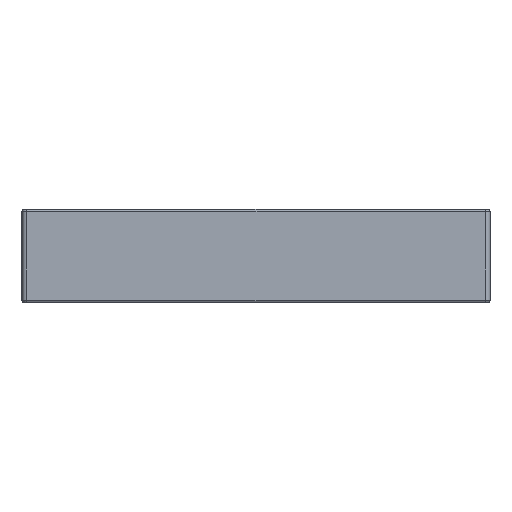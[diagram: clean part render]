
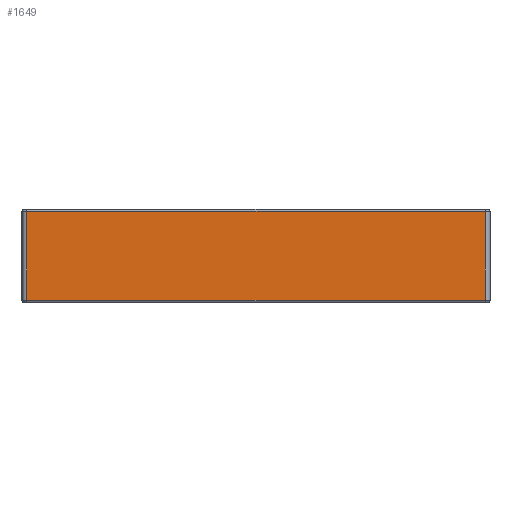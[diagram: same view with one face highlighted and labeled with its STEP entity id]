
A CAD part, top view. The second image highlights one B-rep face of the part: STEP entity #1649.
In plain terms, the highlighted planar face has unit normal (0, 0, 1).
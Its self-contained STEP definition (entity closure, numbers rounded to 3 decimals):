
#37 = VERTEX_POINT ( 'NONE', #1664 ) ;
#61 = LINE ( 'NONE', #857, #237 ) ;
#65 = VECTOR ( 'NONE', #1687, 1000. ) ;
#80 = DIRECTION ( 'NONE',  ( 0., 0., -1. ) ) ;
#97 = PLANE ( 'NONE',  #964 ) ;
#237 = VECTOR ( 'NONE', #434, 1000. ) ;
#335 = LINE ( 'NONE', #873, #1392 ) ;
#343 = EDGE_CURVE ( 'NONE', #1665, #1042, #1153, .T. ) ;
#358 = DIRECTION ( 'NONE',  ( 0., -1., 0. ) ) ;
#434 = DIRECTION ( 'NONE',  ( 0., -1., 0. ) ) ;
#542 = CARTESIAN_POINT ( 'NONE',  ( -9.8, -1.9, 3.5 ) ) ;
#656 = EDGE_CURVE ( 'NONE', #1224, #1665, #1512, .T. ) ;
#718 = CARTESIAN_POINT ( 'NONE',  ( 9.8, -1.9, 3.5 ) ) ;
#764 = FACE_OUTER_BOUND ( 'NONE', #809, .T. ) ;
#809 = EDGE_LOOP ( 'NONE', ( #973, #949, #1433, #1458 ) ) ;
#857 = CARTESIAN_POINT ( 'NONE',  ( -9.8, 2., 3.5 ) ) ;
#873 = CARTESIAN_POINT ( 'NONE',  ( -10., 1.9, 3.5 ) ) ;
#884 = CARTESIAN_POINT ( 'NONE',  ( -10., 2., 3.5 ) ) ;
#897 = CARTESIAN_POINT ( 'NONE',  ( 9.8, 2., 3.5 ) ) ;
#920 = DIRECTION ( 'NONE',  ( -1., 0., 0. ) ) ;
#949 = ORIENTED_EDGE ( 'NONE', *, *, #656, .T. ) ;
#964 = AXIS2_PLACEMENT_3D ( 'NONE', #884, #80, #358 ) ;
#973 = ORIENTED_EDGE ( 'NONE', *, *, #977, .T. ) ;
#977 = EDGE_CURVE ( 'NONE', #37, #1224, #61, .T. ) ;
#1034 = CARTESIAN_POINT ( 'NONE',  ( 9.8, 1.9, 3.5 ) ) ;
#1042 = VERTEX_POINT ( 'NONE', #1034 ) ;
#1153 = LINE ( 'NONE', #897, #65 ) ;
#1181 = CARTESIAN_POINT ( 'NONE',  ( 9.8, -1.9, 3.5 ) ) ;
#1211 = EDGE_CURVE ( 'NONE', #1042, #37, #335, .T. ) ;
#1224 = VERTEX_POINT ( 'NONE', #542 ) ;
#1392 = VECTOR ( 'NONE', #920, 1000. ) ;
#1433 = ORIENTED_EDGE ( 'NONE', *, *, #343, .T. ) ;
#1447 = VECTOR ( 'NONE', #1654, 1000. ) ;
#1458 = ORIENTED_EDGE ( 'NONE', *, *, #1211, .T. ) ;
#1512 = LINE ( 'NONE', #718, #1447 ) ;
#1649 = ADVANCED_FACE ( 'NONE', ( #764 ), #97, .F. ) ;
#1654 = DIRECTION ( 'NONE',  ( 1., 0., 0. ) ) ;
#1664 = CARTESIAN_POINT ( 'NONE',  ( -9.8, 1.9, 3.5 ) ) ;
#1665 = VERTEX_POINT ( 'NONE', #1181 ) ;
#1687 = DIRECTION ( 'NONE',  ( 0., 1., 0. ) ) ;
